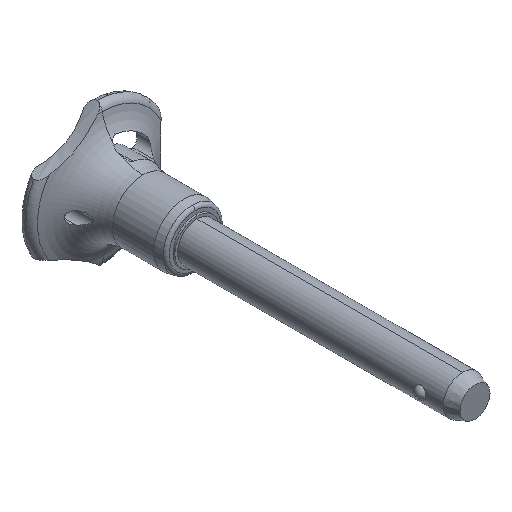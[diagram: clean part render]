
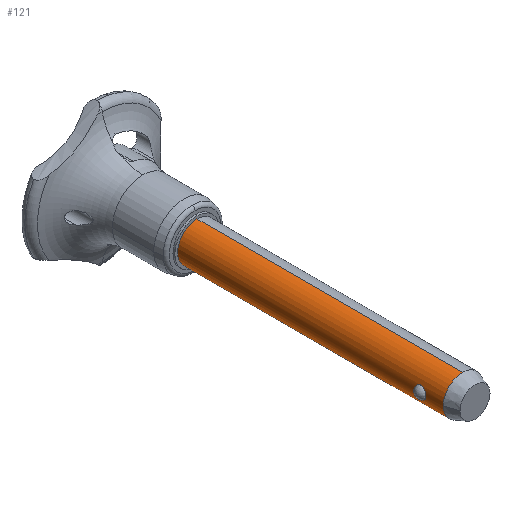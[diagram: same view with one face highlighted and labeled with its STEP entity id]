
A CAD part, isometric view. The second image highlights one B-rep face of the part: STEP entity #121.
In plain terms, the highlighted cylindrical face has radius 3.969 mm (diameter 7.938 mm), a partial arc.
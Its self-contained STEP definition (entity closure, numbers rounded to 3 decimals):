
#121=ADVANCED_FACE('',(#269,#270),#271,.T.);
#269=FACE_OUTER_BOUND('',#441,.T.);
#270=FACE_BOUND('',#442,.T.);
#271=CYLINDRICAL_SURFACE('',#443,3.969);
#441=EDGE_LOOP('',(#760,#761,#762,#763,#764));
#442=EDGE_LOOP('',(#765,#766));
#443=AXIS2_PLACEMENT_3D('',#767,#768,#769);
#760=ORIENTED_EDGE('',*,*,#1099,.F.);
#761=ORIENTED_EDGE('',*,*,#1174,.T.);
#762=ORIENTED_EDGE('',*,*,#1175,.T.);
#763=ORIENTED_EDGE('',*,*,#1101,.F.);
#764=ORIENTED_EDGE('',*,*,#1176,.F.);
#765=ORIENTED_EDGE('',*,*,#1171,.T.);
#766=ORIENTED_EDGE('',*,*,#1172,.T.);
#767=CARTESIAN_POINT('',(0.,-28.321,0.0));
#768=DIRECTION('',(0.,1.0,0.0));
#769=DIRECTION('',(0.0,0.0,-1.0));
#1099=EDGE_CURVE('',#1340,#1341,#1342,.T.);
#1101=EDGE_CURVE('',#1343,#1345,#1346,.T.);
#1171=EDGE_CURVE('',#1450,#1451,#1452,.T.);
#1172=EDGE_CURVE('',#1451,#1450,#1453,.T.);
#1174=EDGE_CURVE('',#1340,#1455,#1456,.T.);
#1175=EDGE_CURVE('',#1455,#1345,#1457,.T.);
#1176=EDGE_CURVE('',#1341,#1343,#1458,.T.);
#1340=VERTEX_POINT('',#2236);
#1341=VERTEX_POINT('',#2237);
#1342=LINE('',#2238,#2239);
#1343=VERTEX_POINT('',#2240);
#1345=VERTEX_POINT('',#2242);
#1346=LINE('',#2243,#2244);
#1450=VERTEX_POINT('',#2759);
#1451=VERTEX_POINT('',#2760);
#1452=B_SPLINE_CURVE_WITH_KNOTS('',3,(#2761,#2762,#2763,#2764,#2765,#2766,#2767,#2768,#2769,#2770,#2771,#2772,#2773,#2774,#2775,#2776,#2777,#2778,#2779,#2780,#2781,#2782,#2783,#2784,#2785,#2786),.UNSPECIFIED.,.F.,.F.,(4,2,2,2,2,2,2,2,2,2,2,2,4),(0.0,0.401,0.802,0.988,1.174,1.485,1.795,2.106,2.416,2.603,2.789,3.19,3.59),.UNSPECIFIED.);
#1453=B_SPLINE_CURVE_WITH_KNOTS('',3,(#2787,#2788,#2789,#2790,#2791,#2792,#2793,#2794,#2795,#2796,#2797,#2798,#2799,#2800,#2801,#2802,#2803,#2804,#2805,#2806,#2807,#2808,#2809,#2810,#2811,#2812),.UNSPECIFIED.,.F.,.F.,(4,2,2,2,2,2,2,2,2,2,2,2,4),(3.59,3.991,4.392,4.578,4.764,5.075,5.386,5.696,6.007,6.193,6.379,6.78,7.181),.UNSPECIFIED.);
#1455=VERTEX_POINT('',#2814);
#1456=CIRCLE('',#2815,3.969);
#1457=CIRCLE('',#2816,3.969);
#1458=CIRCLE('',#2817,3.969);
#2236=CARTESIAN_POINT('',(0.,-54.127,-3.969));
#2237=CARTESIAN_POINT('',(0.,0.0,-3.969));
#2238=CARTESIAN_POINT('',(0.,-28.321,-3.969));
#2239=VECTOR('',#3376,1.0);
#2240=CARTESIAN_POINT('',(0.,0.,3.969));
#2242=CARTESIAN_POINT('',(0.,-54.127,3.969));
#2243=CARTESIAN_POINT('',(0.,-28.321,3.969));
#2244=VECTOR('',#3380,1.0);
#2759=CARTESIAN_POINT('',(-3.776,-49.424,1.222));
#2760=CARTESIAN_POINT('',(-3.776,-49.424,-1.222));
#2761=CARTESIAN_POINT('',(-3.776,-49.424,1.222));
#2762=CARTESIAN_POINT('',(-3.776,-49.557,1.222));
#2763=CARTESIAN_POINT('',(-3.784,-49.7,1.197));
#2764=CARTESIAN_POINT('',(-3.815,-49.964,1.095));
#2765=CARTESIAN_POINT('',(-3.837,-50.086,1.018));
#2766=CARTESIAN_POINT('',(-3.868,-50.229,0.889));
#2767=CARTESIAN_POINT('',(-3.879,-50.276,0.841));
#2768=CARTESIAN_POINT('',(-3.9,-50.359,0.736));
#2769=CARTESIAN_POINT('',(-3.911,-50.396,0.68));
#2770=CARTESIAN_POINT('',(-3.933,-50.477,0.536));
#2771=CARTESIAN_POINT('',(-3.947,-50.519,0.432));
#2772=CARTESIAN_POINT('',(-3.964,-50.575,0.216));
#2773=CARTESIAN_POINT('',(-3.969,-50.588,0.104));
#2774=CARTESIAN_POINT('',(-3.969,-50.588,-0.104));
#2775=CARTESIAN_POINT('',(-3.964,-50.575,-0.216));
#2776=CARTESIAN_POINT('',(-3.947,-50.519,-0.432));
#2777=CARTESIAN_POINT('',(-3.933,-50.477,-0.536));
#2778=CARTESIAN_POINT('',(-3.911,-50.396,-0.68));
#2779=CARTESIAN_POINT('',(-3.9,-50.359,-0.736));
#2780=CARTESIAN_POINT('',(-3.879,-50.276,-0.841));
#2781=CARTESIAN_POINT('',(-3.868,-50.229,-0.889));
#2782=CARTESIAN_POINT('',(-3.837,-50.086,-1.018));
#2783=CARTESIAN_POINT('',(-3.815,-49.964,-1.095));
#2784=CARTESIAN_POINT('',(-3.784,-49.7,-1.197));
#2785=CARTESIAN_POINT('',(-3.776,-49.557,-1.222));
#2786=CARTESIAN_POINT('',(-3.776,-49.424,-1.222));
#2787=CARTESIAN_POINT('',(-3.776,-49.424,-1.222));
#2788=CARTESIAN_POINT('',(-3.776,-49.29,-1.222));
#2789=CARTESIAN_POINT('',(-3.784,-49.148,-1.197));
#2790=CARTESIAN_POINT('',(-3.815,-48.884,-1.095));
#2791=CARTESIAN_POINT('',(-3.837,-48.762,-1.018));
#2792=CARTESIAN_POINT('',(-3.868,-48.618,-0.889));
#2793=CARTESIAN_POINT('',(-3.879,-48.572,-0.841));
#2794=CARTESIAN_POINT('',(-3.9,-48.488,-0.736));
#2795=CARTESIAN_POINT('',(-3.911,-48.451,-0.68));
#2796=CARTESIAN_POINT('',(-3.933,-48.371,-0.536));
#2797=CARTESIAN_POINT('',(-3.947,-48.328,-0.432));
#2798=CARTESIAN_POINT('',(-3.964,-48.273,-0.216));
#2799=CARTESIAN_POINT('',(-3.969,-48.26,-0.104));
#2800=CARTESIAN_POINT('',(-3.969,-48.26,0.104));
#2801=CARTESIAN_POINT('',(-3.964,-48.273,0.216));
#2802=CARTESIAN_POINT('',(-3.947,-48.328,0.432));
#2803=CARTESIAN_POINT('',(-3.933,-48.371,0.536));
#2804=CARTESIAN_POINT('',(-3.911,-48.451,0.68));
#2805=CARTESIAN_POINT('',(-3.9,-48.488,0.736));
#2806=CARTESIAN_POINT('',(-3.879,-48.572,0.841));
#2807=CARTESIAN_POINT('',(-3.868,-48.618,0.889));
#2808=CARTESIAN_POINT('',(-3.837,-48.762,1.018));
#2809=CARTESIAN_POINT('',(-3.815,-48.884,1.095));
#2810=CARTESIAN_POINT('',(-3.784,-49.148,1.197));
#2811=CARTESIAN_POINT('',(-3.776,-49.29,1.222));
#2812=CARTESIAN_POINT('',(-3.776,-49.424,1.222));
#2814=CARTESIAN_POINT('',(-3.969,-54.127,0.));
#2815=AXIS2_PLACEMENT_3D('',#3468,#3469,#3470);
#2816=AXIS2_PLACEMENT_3D('',#3471,#3472,#3473);
#2817=AXIS2_PLACEMENT_3D('',#3474,#3475,#3476);
#3376=DIRECTION('',(0.,1.0,0.0));
#3380=DIRECTION('',(0.,-1.0,-0.0));
#3468=CARTESIAN_POINT('',(0.,-54.127,0.0));
#3469=DIRECTION('',(0.,1.0,0.));
#3470=DIRECTION('',(0.,0.,-1.0));
#3471=CARTESIAN_POINT('',(0.,-54.127,0.0));
#3472=DIRECTION('',(0.,1.0,0.));
#3473=DIRECTION('',(0.,0.,-1.0));
#3474=CARTESIAN_POINT('',(0.,0.0,0.0));
#3475=DIRECTION('',(0.,1.0,0.0));
#3476=DIRECTION('',(0.0,0.0,-1.0));
